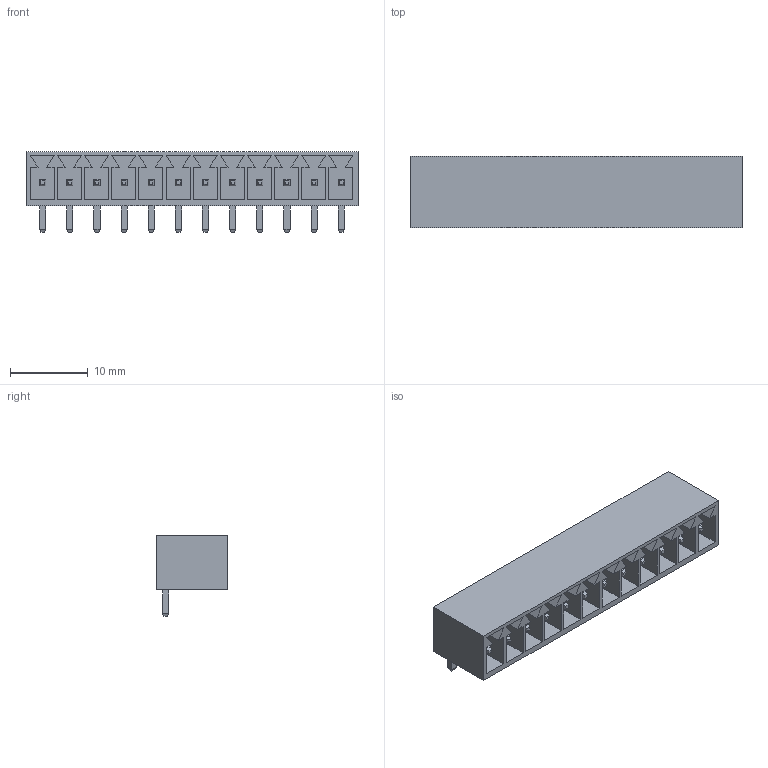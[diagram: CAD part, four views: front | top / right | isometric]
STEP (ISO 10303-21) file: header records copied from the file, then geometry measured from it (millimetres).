
FILE_DESCRIPTION (( 'STEP AP214' ), '1' );
FILE_NAME ('15EDGRC-3.5-12P.STEP', '2023-08-09T03:36:06', ( '' ), ( '' ), 'SwSTEP 2.0', 'SolidWorks 2019', '' );
FILE_SCHEMA (( 'AUTOMOTIVE_DESIGN' ));
Length unit declared in the file: millimetre
Products named in the file (1): 15EDGRC-3.5-12P
Bounding box: 42.8 x 9.2 x 10.4 mm (x, y, z)
Volume: 1467.9 mm3; surface area: 3558.5 mm2
Topology: 1 solids, 1 shells, 330 faces, 780 edges, 488 vertices
Faces by surface type: plane 330
Entity records: 11566 total; most frequent: CARTESIAN_POINT 1599, ORIENTED_EDGE 1560, DIRECTION 1442, LINE 780, VECTOR 780, EDGE_CURVE 780, VERTEX_POINT 488, EDGE_LOOP 366
